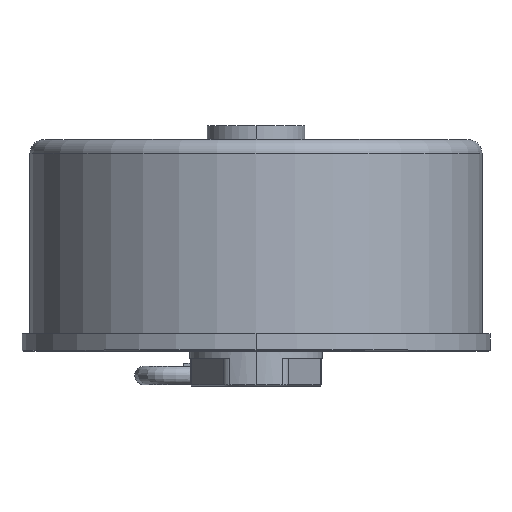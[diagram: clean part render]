
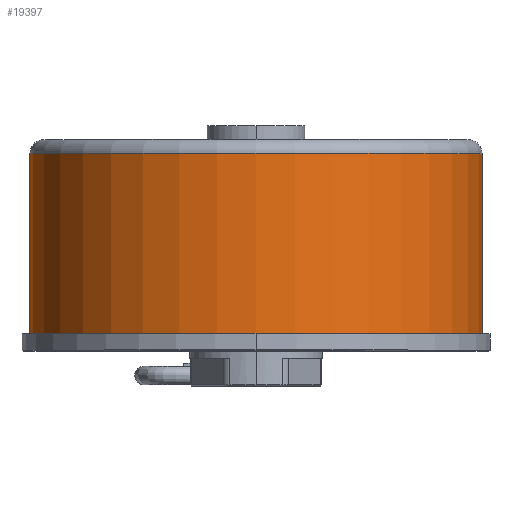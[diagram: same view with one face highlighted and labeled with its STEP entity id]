
A CAD part, top view. The second image highlights one B-rep face of the part: STEP entity #19397.
In plain terms, the highlighted cylindrical face has radius 32.36 mm (diameter 64.72 mm), a partial arc.
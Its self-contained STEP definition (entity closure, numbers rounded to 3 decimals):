
#1747 = DIRECTION ( 'NONE',  ( -1., 0., 0. ) ) ;
#3649 = CARTESIAN_POINT ( 'NONE',  ( 28.252, 14.088, 85.469 ) ) ;
#3904 = LINE ( 'NONE', #20203, #28476 ) ;
#4607 = CIRCLE ( 'NONE', #14802, 32.36 ) ;
#5345 = AXIS2_PLACEMENT_3D ( 'NONE', #19523, #9944, #28908 ) ;
#6069 = VERTEX_POINT ( 'NONE', #17864 ) ;
#6109 = DIRECTION ( 'NONE',  ( 0., 1., 0. ) ) ;
#7990 = CARTESIAN_POINT ( 'NONE',  ( 28.252, 16.088, 85.469 ) ) ;
#8709 = ORIENTED_EDGE ( 'NONE', *, *, #12664, .T. ) ;
#9623 = VECTOR ( 'NONE', #29223, 1000. ) ;
#9944 = DIRECTION ( 'NONE',  ( 0., -1., 0. ) ) ;
#11348 = DIRECTION ( 'NONE',  ( 0., 1., 0. ) ) ;
#11525 = CIRCLE ( 'NONE', #5345, 32.36 ) ;
#11951 = CARTESIAN_POINT ( 'NONE',  ( 28.252, -11.712, 85.469 ) ) ;
#12664 = EDGE_CURVE ( 'NONE', #12810, #6069, #4607, .T. ) ;
#12810 = VERTEX_POINT ( 'NONE', #3649 ) ;
#13302 = CARTESIAN_POINT ( 'NONE',  ( -36.468, -11.712, 85.469 ) ) ;
#14455 = LINE ( 'NONE', #7990, #9623 ) ;
#14802 = AXIS2_PLACEMENT_3D ( 'NONE', #15241, #27212, #20034 ) ;
#14942 = VERTEX_POINT ( 'NONE', #13302 ) ;
#15241 = CARTESIAN_POINT ( 'NONE',  ( -4.108, 14.088, 85.469 ) ) ;
#15829 = EDGE_CURVE ( 'NONE', #18511, #14942, #11525, .T. ) ;
#16099 = FACE_OUTER_BOUND ( 'NONE', #22247, .T. ) ;
#16858 = CYLINDRICAL_SURFACE ( 'NONE', #19687, 32.36 ) ;
#17864 = CARTESIAN_POINT ( 'NONE',  ( -36.468, 14.088, 85.469 ) ) ;
#18511 = VERTEX_POINT ( 'NONE', #11951 ) ;
#19397 = ADVANCED_FACE ( 'NONE', ( #16099 ), #16858, .T. ) ;
#19523 = CARTESIAN_POINT ( 'NONE',  ( -4.108, -11.712, 85.469 ) ) ;
#19687 = AXIS2_PLACEMENT_3D ( 'NONE', #25270, #11348, #1747 ) ;
#20034 = DIRECTION ( 'NONE',  ( 1., 0., 0. ) ) ;
#20202 = ORIENTED_EDGE ( 'NONE', *, *, #22897, .F. ) ;
#20203 = CARTESIAN_POINT ( 'NONE',  ( -36.468, 16.088, 85.469 ) ) ;
#22247 = EDGE_LOOP ( 'NONE', ( #28758, #24672, #8709, #20202 ) ) ;
#22897 = EDGE_CURVE ( 'NONE', #14942, #6069, #3904, .T. ) ;
#24672 = ORIENTED_EDGE ( 'NONE', *, *, #27410, .T. ) ;
#25270 = CARTESIAN_POINT ( 'NONE',  ( -4.108, 16.088, 85.469 ) ) ;
#27212 = DIRECTION ( 'NONE',  ( 0., -1., 0. ) ) ;
#27410 = EDGE_CURVE ( 'NONE', #18511, #12810, #14455, .T. ) ;
#28476 = VECTOR ( 'NONE', #6109, 1000. ) ;
#28758 = ORIENTED_EDGE ( 'NONE', *, *, #15829, .F. ) ;
#28908 = DIRECTION ( 'NONE',  ( 0., 0., -1. ) ) ;
#29223 = DIRECTION ( 'NONE',  ( 0., 1., 0. ) ) ;
